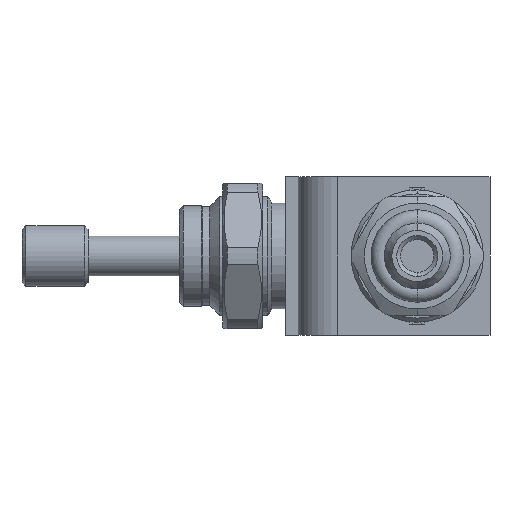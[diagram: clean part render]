
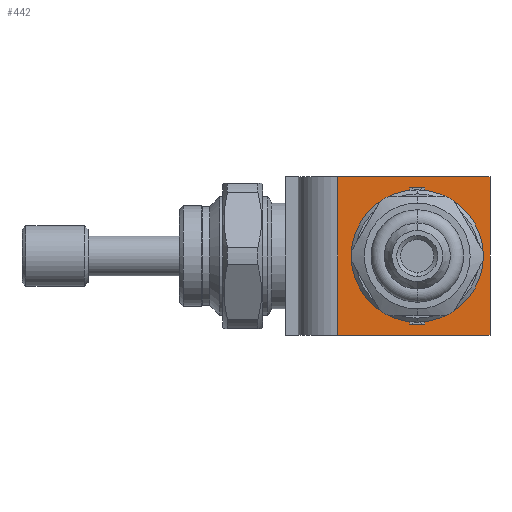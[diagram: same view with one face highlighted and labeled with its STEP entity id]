
A CAD part, left-side view. The second image highlights one B-rep face of the part: STEP entity #442.
In plain terms, the highlighted planar face has unit normal (-1, 0, 0).
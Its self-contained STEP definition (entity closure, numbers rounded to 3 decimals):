
#442 = ADVANCED_FACE ( 'NONE', ( #3143, #3144 ), #3547, .F. ) ;
#586 = EDGE_CURVE ( 'NONE', #4963, #5203, #3058, .T. ) ;
#601 = EDGE_CURVE ( 'NONE', #5287, #5232, #1348, .T. ) ;
#644 = EDGE_CURVE ( 'NONE', #5287, #4963, #1341, .T. ) ;
#782 = EDGE_CURVE ( 'NONE', #5008, #5407, #2939, .T. ) ;
#850 = EDGE_CURVE ( 'NONE', #5232, #5203, #3699, .T. ) ;
#885 = EDGE_CURVE ( 'NONE', #5407, #5008, #3228, .T. ) ;
#1031 = DIRECTION ( 'NONE',  ( -1., 0., 0. ) ) ;
#1079 = CARTESIAN_POINT ( 'NONE',  ( -9., 5.5, 0. ) ) ;
#1089 = DIRECTION ( 'NONE',  ( 0., 1., 0. ) ) ;
#1341 = LINE ( 'NONE', #6535, #4761 ) ;
#1348 = LINE ( 'NONE', #4460, #4704 ) ;
#1656 = ORIENTED_EDGE ( 'NONE', *, *, #601, .F. ) ;
#1662 = ORIENTED_EDGE ( 'NONE', *, *, #586, .T. ) ;
#1698 = ORIENTED_EDGE ( 'NONE', *, *, #782, .F. ) ;
#1785 = ORIENTED_EDGE ( 'NONE', *, *, #644, .T. ) ;
#1923 = ORIENTED_EDGE ( 'NONE', *, *, #850, .F. ) ;
#1950 = ORIENTED_EDGE ( 'NONE', *, *, #885, .F. ) ;
#2939 = CIRCLE ( 'NONE', #2940, 5. ) ;
#2940 = AXIS2_PLACEMENT_3D ( 'NONE', #1079, #1031, #1089 ) ;
#3058 = LINE ( 'NONE', #4468, #4686 ) ;
#3143 = FACE_OUTER_BOUND ( 'NONE', #5108, .T. ) ;
#3144 = FACE_BOUND ( 'NONE', #5670, .T. ) ;
#3188 = VECTOR ( 'NONE', #7173, 1000. ) ;
#3228 = CIRCLE ( 'NONE', #3231, 5. ) ;
#3231 = AXIS2_PLACEMENT_3D ( 'NONE', #7273, #7274, #7275 ) ;
#3377 = CARTESIAN_POINT ( 'NONE',  ( -9., 11.5, 6. ) ) ;
#3460 = DIRECTION ( 'NONE',  ( 0., 1., 0. ) ) ;
#3496 = DIRECTION ( 'NONE',  ( 1., 0., 0. ) ) ;
#3547 = PLANE ( 'NONE',  #4588 ) ;
#3699 = LINE ( 'NONE', #7172, #3188 ) ;
#4346 = DIRECTION ( 'NONE',  ( 0., -1., 0. ) ) ;
#4416 = DIRECTION ( 'NONE',  ( 0., -1., 0. ) ) ;
#4460 = CARTESIAN_POINT ( 'NONE',  ( -9., 11.5, 6. ) ) ;
#4468 = CARTESIAN_POINT ( 'NONE',  ( -9., 11.5, -6. ) ) ;
#4588 = AXIS2_PLACEMENT_3D ( 'NONE', #3377, #3496, #3460 ) ;
#4686 = VECTOR ( 'NONE', #4416, 1000. ) ;
#4704 = VECTOR ( 'NONE', #4346, 1000. ) ;
#4761 = VECTOR ( 'NONE', #6554, 1000. ) ;
#4963 = VERTEX_POINT ( 'NONE', #7394 ) ;
#5008 = VERTEX_POINT ( 'NONE', #7423 ) ;
#5108 = EDGE_LOOP ( 'NONE', ( #1662, #1923, #1656, #1785 ) ) ;
#5203 = VERTEX_POINT ( 'NONE', #7557 ) ;
#5232 = VERTEX_POINT ( 'NONE', #7576 ) ;
#5287 = VERTEX_POINT ( 'NONE', #7613 ) ;
#5407 = VERTEX_POINT ( 'NONE', #7696 ) ;
#5670 = EDGE_LOOP ( 'NONE', ( #1698, #1950 ) ) ;
#6535 = CARTESIAN_POINT ( 'NONE',  ( -9., 11.5, 6. ) ) ;
#6554 = DIRECTION ( 'NONE',  ( 0., 0., -1. ) ) ;
#7172 = CARTESIAN_POINT ( 'NONE',  ( -9., 0., 6. ) ) ;
#7173 = DIRECTION ( 'NONE',  ( 0., 0., -1. ) ) ;
#7273 = CARTESIAN_POINT ( 'NONE',  ( -9., 5.5, 0. ) ) ;
#7274 = DIRECTION ( 'NONE',  ( -1., 0., 0. ) ) ;
#7275 = DIRECTION ( 'NONE',  ( 0., 1., 0. ) ) ;
#7394 = CARTESIAN_POINT ( 'NONE',  ( -9., 11.5, -6. ) ) ;
#7423 = CARTESIAN_POINT ( 'NONE',  ( -9., 5.5, 5. ) ) ;
#7557 = CARTESIAN_POINT ( 'NONE',  ( -9., 0., -6. ) ) ;
#7576 = CARTESIAN_POINT ( 'NONE',  ( -9., 0., 6. ) ) ;
#7613 = CARTESIAN_POINT ( 'NONE',  ( -9., 11.5, 6. ) ) ;
#7696 = CARTESIAN_POINT ( 'NONE',  ( -9., 5.5, -5. ) ) ;
